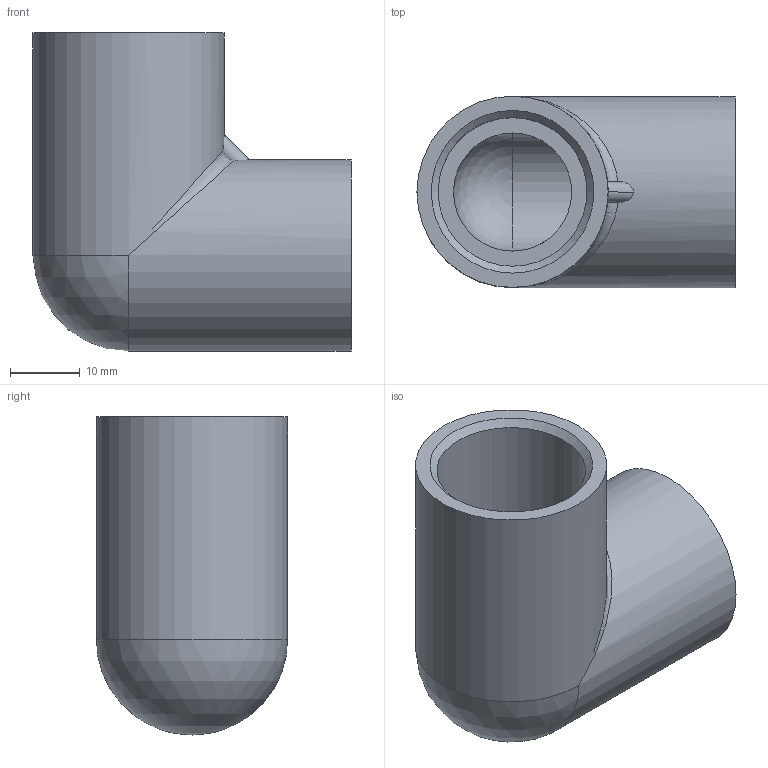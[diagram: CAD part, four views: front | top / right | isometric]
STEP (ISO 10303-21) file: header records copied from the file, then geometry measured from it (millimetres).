
FILE_DESCRIPTION(('FreeCAD Model'),'2;1');
FILE_NAME('pvc_elbow.step', '2016-09-04T15:50:24',('Author'),(''), 'Open CASCADE STEP processor 6.8','FreeCAD','Unknown');
FILE_SCHEMA(('AUTOMOTIVE_DESIGN_CC2 { 1 2 10303 214 -1 1 5 4 }'));
Length unit declared in the file: millimetre
Products named in the file (2): ASSEMBLY; elbow
Assembly tree (1 placements, depth 2):
  ASSEMBLY
    elbow
Bounding box: 45.75 x 27.5 x 45.75 mm (x, y, z)
Volume: 18014.9 mm3; surface area: 9880.4 mm2
Topology: 1 solids, 1 shells, 18 faces, 45 edges, 27 vertices
Faces by surface type: cylinder 8, plane 4, bspline 2, sphere 2, cone 2
Full cylindrical faces by diameter (mm): 17 x2, 21.4 x2, 27.5 x2
Entity records: 3237 total; most frequent: CARTESIAN_POINT 2420, DIRECTION 131, ORIENTED_EDGE 82, PCURVE 82, DEFINITIONAL_REPRESENTATION 82, LINE 51, VECTOR 51, B_SPLINE_CURVE_WITH_KNOTS 42
